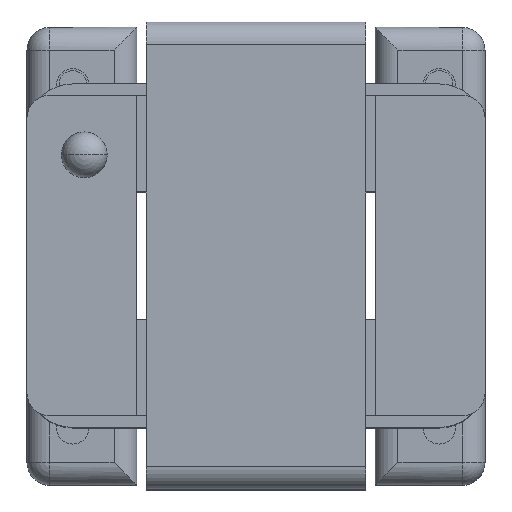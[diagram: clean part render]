
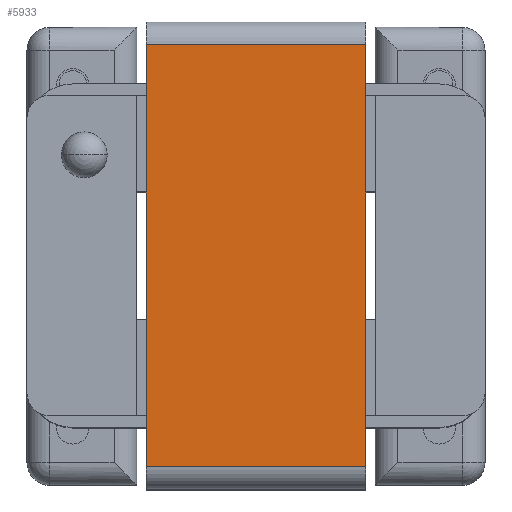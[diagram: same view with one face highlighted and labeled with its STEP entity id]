
A CAD part, top view. The second image highlights one B-rep face of the part: STEP entity #5933.
In plain terms, the highlighted planar face has unit normal (0, 0, 1).
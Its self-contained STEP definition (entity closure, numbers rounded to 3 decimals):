
#28 = VECTOR ( 'NONE', #270, 1000. ) ;
#126 = DIRECTION ( 'NONE',  ( 1., 0., 0. ) ) ;
#224 = VERTEX_POINT ( 'NONE', #1716 ) ;
#270 = DIRECTION ( 'NONE',  ( 1., 0., 0. ) ) ;
#619 = EDGE_LOOP ( 'NONE', ( #5557, #1164, #5733, #3625 ) ) ;
#754 = LINE ( 'NONE', #5940, #5971 ) ;
#1164 = ORIENTED_EDGE ( 'NONE', *, *, #5807, .F. ) ;
#1285 = LINE ( 'NONE', #6169, #6758 ) ;
#1313 = VECTOR ( 'NONE', #5071, 1000. ) ;
#1464 = CARTESIAN_POINT ( 'NONE',  ( -2.4, -4.6, 11.25 ) ) ;
#1650 = AXIS2_PLACEMENT_3D ( 'NONE', #2088, #6762, #4212 ) ;
#1716 = CARTESIAN_POINT ( 'NONE',  ( -2.4, 4.6, 11.25 ) ) ;
#1955 = EDGE_CURVE ( 'NONE', #6615, #5243, #754, .T. ) ;
#2051 = FACE_OUTER_BOUND ( 'NONE', #619, .T. ) ;
#2088 = CARTESIAN_POINT ( 'NONE',  ( -2.4, 4.6, 11.25 ) ) ;
#2346 = CARTESIAN_POINT ( 'NONE',  ( -2.4, 4.6, 11.25 ) ) ;
#2937 = LINE ( 'NONE', #4505, #1313 ) ;
#2989 = DIRECTION ( 'NONE',  ( 0., -1., 0. ) ) ;
#3140 = CARTESIAN_POINT ( 'NONE',  ( 2.4, 4.6, 11.25 ) ) ;
#3152 = EDGE_CURVE ( 'NONE', #224, #6615, #2937, .T. ) ;
#3625 = ORIENTED_EDGE ( 'NONE', *, *, #3152, .T. ) ;
#3851 = EDGE_CURVE ( 'NONE', #224, #6297, #5034, .T. ) ;
#4212 = DIRECTION ( 'NONE',  ( 0., -1., 0. ) ) ;
#4505 = CARTESIAN_POINT ( 'NONE',  ( -2.4, 4.6, 11.25 ) ) ;
#5034 = LINE ( 'NONE', #2346, #28 ) ;
#5071 = DIRECTION ( 'NONE',  ( 0., -1., 0. ) ) ;
#5243 = VERTEX_POINT ( 'NONE', #6719 ) ;
#5557 = ORIENTED_EDGE ( 'NONE', *, *, #1955, .T. ) ;
#5733 = ORIENTED_EDGE ( 'NONE', *, *, #3851, .F. ) ;
#5807 = EDGE_CURVE ( 'NONE', #6297, #5243, #1285, .T. ) ;
#5933 = ADVANCED_FACE ( 'NONE', ( #2051 ), #6820, .T. ) ;
#5940 = CARTESIAN_POINT ( 'NONE',  ( -2.4, -4.6, 11.25 ) ) ;
#5971 = VECTOR ( 'NONE', #126, 1000. ) ;
#6169 = CARTESIAN_POINT ( 'NONE',  ( 2.4, 4.6, 11.25 ) ) ;
#6297 = VERTEX_POINT ( 'NONE', #3140 ) ;
#6615 = VERTEX_POINT ( 'NONE', #1464 ) ;
#6719 = CARTESIAN_POINT ( 'NONE',  ( 2.4, -4.6, 11.25 ) ) ;
#6758 = VECTOR ( 'NONE', #2989, 1000. ) ;
#6762 = DIRECTION ( 'NONE',  ( 0., 0., 1. ) ) ;
#6820 = PLANE ( 'NONE',  #1650 ) ;
